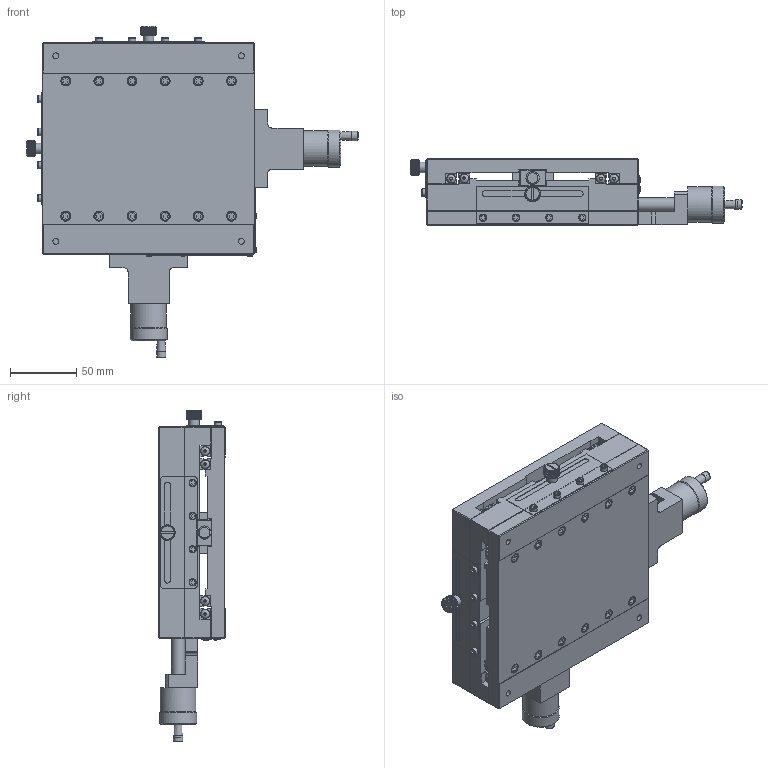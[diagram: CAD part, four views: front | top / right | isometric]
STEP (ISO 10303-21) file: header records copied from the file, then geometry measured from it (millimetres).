
FILE_DESCRIPTION (( 'STEP AP203' ), '1' );
FILE_NAME ('528889.STEP', '2024-11-13T03:09:24', ( 'Windows User' ), ( 'P R C' ), 'SwSTEP 2.0', 'SolidWorks 2020', '' );
FILE_SCHEMA (( 'CONFIG_CONTROL_DESIGN' ));
Products named in the file (1): 528889
Bounding box: 250.5 x 50 x 250.5 mm (x, y, z)
Volume: 1103818.5 mm3; surface area: 260005.8 mm2
Topology: 3 solids, 3 shells, 1998 faces, 4885 edges, 3100 vertices
Faces by surface type: plane 1340, cylinder 329, cone 243, bspline 70, torus 16
Full cylindrical faces by diameter (mm): 3.2 x2, 3.242 x29, 3.4 x48, 3.8 x6, 4 x2, 4.5 x4, 4.6 x2, 5.2 x2, 5.5 x12, 6 x52, 6.9 x16, 7 x22, 7.5 x16, 8 x12, 9 x2, 10 x4, 27 x2, 28 x2
Entity records: 59077 total; most frequent: CARTESIAN_POINT 15097, ORIENTED_EDGE 8820, DIRECTION 8497, EDGE_CURVE 4410, VERTEX_POINT 3015, AXIS2_PLACEMENT_3D 2852, VECTOR 2793, LINE 2793
